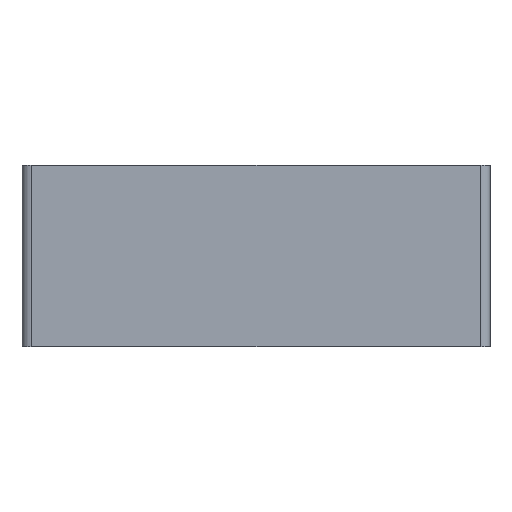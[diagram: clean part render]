
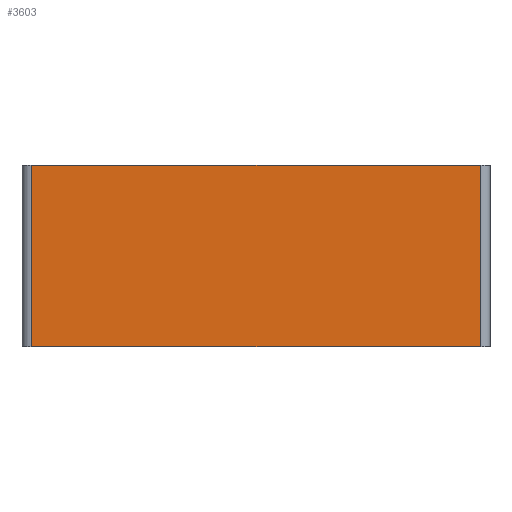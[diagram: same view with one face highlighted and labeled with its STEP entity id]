
A CAD part, left-side view. The second image highlights one B-rep face of the part: STEP entity #3603.
In plain terms, the highlighted planar face has unit normal (-1, 0, 0).
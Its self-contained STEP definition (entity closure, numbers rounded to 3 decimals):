
#230 = CARTESIAN_POINT ( 'NONE',  ( 0., -2., 3. ) ) ;
#509 = DIRECTION ( 'NONE',  ( 0., 0., 1. ) ) ;
#1199 = CARTESIAN_POINT ( 'NONE',  ( 0., -96., 3. ) ) ;
#1343 = VECTOR ( 'NONE', #3186, 1000. ) ;
#1655 = VECTOR ( 'NONE', #2494, 1000. ) ;
#1665 = AXIS2_PLACEMENT_3D ( 'NONE', #3738, #4373, #2117 ) ;
#1714 = LINE ( 'NONE', #230, #1343 ) ;
#1778 = FACE_OUTER_BOUND ( 'NONE', #2199, .T. ) ;
#1868 = EDGE_CURVE ( 'NONE', #3040, #2204, #4751, .T. ) ;
#2117 = DIRECTION ( 'NONE',  ( 0., 1., 0. ) ) ;
#2199 = EDGE_LOOP ( 'NONE', ( #3065, #4113, #3447, #2331 ) ) ;
#2204 = VERTEX_POINT ( 'NONE', #2632 ) ;
#2331 = ORIENTED_EDGE ( 'NONE', *, *, #4516, .T. ) ;
#2472 = PLANE ( 'NONE',  #1665 ) ;
#2494 = DIRECTION ( 'NONE',  ( 0., -1., 0. ) ) ;
#2632 = CARTESIAN_POINT ( 'NONE',  ( 0., -96., 0. ) ) ;
#2664 = CARTESIAN_POINT ( 'NONE',  ( 0., 0., 38. ) ) ;
#2676 = CARTESIAN_POINT ( 'NONE',  ( 0., -2., 38. ) ) ;
#3030 = DIRECTION ( 'NONE',  ( 0., -1., 0. ) ) ;
#3040 = VERTEX_POINT ( 'NONE', #4739 ) ;
#3065 = ORIENTED_EDGE ( 'NONE', *, *, #3433, .F. ) ;
#3098 = VERTEX_POINT ( 'NONE', #3452 ) ;
#3186 = DIRECTION ( 'NONE',  ( 0., 0., -1. ) ) ;
#3280 = VECTOR ( 'NONE', #3030, 1000. ) ;
#3433 = EDGE_CURVE ( 'NONE', #4495, #3098, #4160, .T. ) ;
#3447 = ORIENTED_EDGE ( 'NONE', *, *, #1868, .T. ) ;
#3452 = CARTESIAN_POINT ( 'NONE',  ( 0., -96., 38. ) ) ;
#3603 = ADVANCED_FACE ( 'NONE', ( #1778 ), #2472, .F. ) ;
#3738 = CARTESIAN_POINT ( 'NONE',  ( 0., 0., 3. ) ) ;
#3985 = CARTESIAN_POINT ( 'NONE',  ( 0., 0., 0. ) ) ;
#4075 = EDGE_CURVE ( 'NONE', #4495, #3040, #1714, .T. ) ;
#4113 = ORIENTED_EDGE ( 'NONE', *, *, #4075, .T. ) ;
#4160 = LINE ( 'NONE', #2664, #3280 ) ;
#4373 = DIRECTION ( 'NONE',  ( 1., 0., 0. ) ) ;
#4495 = VERTEX_POINT ( 'NONE', #2676 ) ;
#4497 = LINE ( 'NONE', #1199, #4588 ) ;
#4516 = EDGE_CURVE ( 'NONE', #2204, #3098, #4497, .T. ) ;
#4588 = VECTOR ( 'NONE', #509, 1000. ) ;
#4739 = CARTESIAN_POINT ( 'NONE',  ( 0., -2., 0. ) ) ;
#4751 = LINE ( 'NONE', #3985, #1655 ) ;
